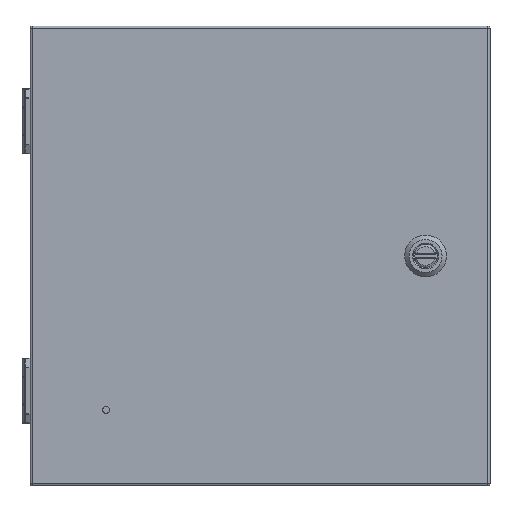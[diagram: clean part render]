
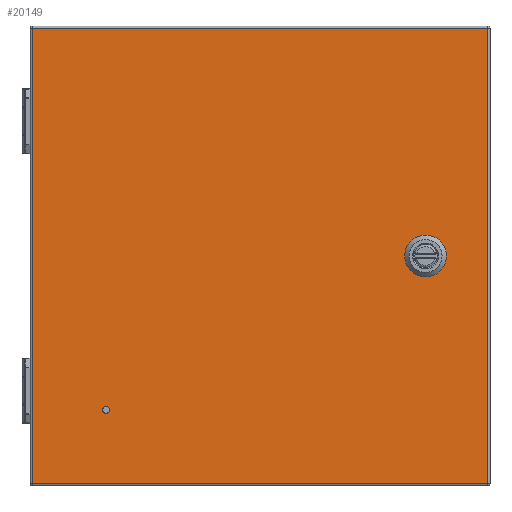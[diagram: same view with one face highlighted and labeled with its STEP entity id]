
A CAD part, top view. The second image highlights one B-rep face of the part: STEP entity #20149.
In plain terms, the highlighted planar face has unit normal (0, 0, 1).
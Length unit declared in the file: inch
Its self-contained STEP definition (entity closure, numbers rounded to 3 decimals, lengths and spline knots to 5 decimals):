
#898 = ORIENTED_EDGE ( 'NONE', *, *, #65481, .T. ) ;
#1506 = DIRECTION ( 'NONE',  ( 1., 0., 0. ) ) ;
#2662 = CIRCLE ( 'NONE', #11098, 0.443 ) ;
#2811 = EDGE_CURVE ( 'NONE', #66123, #85897, #57683, .T. ) ;
#3443 = AXIS2_PLACEMENT_3D ( 'NONE', #63892, #50595, #84287 ) ;
#4205 = CARTESIAN_POINT ( 'NONE',  ( 4.67058, 0.3961, 4.107 ) ) ;
#4719 = AXIS2_PLACEMENT_3D ( 'NONE', #68803, #62094, #74569 ) ;
#5690 = VERTEX_POINT ( 'NONE', #83624 ) ;
#6829 = DIRECTION ( 'NONE',  ( 0., 0., 1. ) ) ;
#9523 = VERTEX_POINT ( 'NONE', #37350 ) ;
#9592 = CARTESIAN_POINT ( 'NONE',  ( -6.1102, -6.1875, 4.107 ) ) ;
#10998 = CARTESIAN_POINT ( 'NONE',  ( 4.67058, -0.3959, 4.107 ) ) ;
#11098 = AXIS2_PLACEMENT_3D ( 'NONE', #39244, #85652, #12843 ) ;
#11768 = DIRECTION ( 'NONE',  ( 0., -1., 0. ) ) ;
#12596 = VERTEX_POINT ( 'NONE', #80952 ) ;
#12688 = CARTESIAN_POINT ( 'NONE',  ( 4.076, 0.19868, 4.107 ) ) ;
#12843 = DIRECTION ( 'NONE',  ( -1., 0., 0. ) ) ;
#13996 = EDGE_CURVE ( 'NONE', #66061, #54507, #48320, .T. ) ;
#14775 = LINE ( 'NONE', #82690, #86572 ) ;
#15084 = DIRECTION ( 'NONE',  ( 0., 0., 1. ) ) ;
#15488 = ORIENTED_EDGE ( 'NONE', *, *, #33454, .F. ) ;
#16075 = LINE ( 'NONE', #81823, #83152 ) ;
#16690 = EDGE_CURVE ( 'NONE', #26960, #66061, #16075, .T. ) ;
#16865 = ORIENTED_EDGE ( 'NONE', *, *, #29880, .F. ) ;
#17729 = CARTESIAN_POINT ( 'NONE',  ( -0.9827, -0.3959, 4.107 ) ) ;
#20000 = LINE ( 'NONE', #40233, #75122 ) ;
#20123 = EDGE_LOOP ( 'NONE', ( #63826 ) ) ;
#20149 = ADVANCED_FACE ( 'NONE', ( #86604, #39336, #20431 ), #47242, .T. ) ;
#20431 = FACE_OUTER_BOUND ( 'NONE', #70218, .T. ) ;
#20856 = CARTESIAN_POINT ( 'NONE',  ( -0.9827, 1.0001, 4.107 ) ) ;
#21603 = LINE ( 'NONE', #67894, #28004 ) ;
#23166 = VERTEX_POINT ( 'NONE', #12688 ) ;
#24150 = AXIS2_PLACEMENT_3D ( 'NONE', #55490, #15084, #68408 ) ;
#24733 = EDGE_CURVE ( 'NONE', #5690, #23166, #2662, .T. ) ;
#25685 = VECTOR ( 'NONE', #11768, 39.37008 ) ;
#26378 = AXIS2_PLACEMENT_3D ( 'NONE', #68083, #6829, #72209 ) ;
#26450 = VECTOR ( 'NONE', #49988, 39.37008 ) ;
#26960 = VERTEX_POINT ( 'NONE', #58031 ) ;
#27886 = EDGE_CURVE ( 'NONE', #9523, #30514, #86477, .T. ) ;
#28004 = VECTOR ( 'NONE', #37298, 39.37008 ) ;
#29219 = VECTOR ( 'NONE', #64796, 39.37008 ) ;
#29615 = CARTESIAN_POINT ( 'NONE',  ( 4.27342, -0.3959, 4.107 ) ) ;
#29675 = ORIENTED_EDGE ( 'NONE', *, *, #13996, .T. ) ;
#29880 = EDGE_CURVE ( 'NONE', #56426, #66123, #54408, .T. ) ;
#30514 = VERTEX_POINT ( 'NONE', #4205 ) ;
#31889 = AXIS2_PLACEMENT_3D ( 'NONE', #20856, #75519, #55082 ) ;
#33454 = EDGE_CURVE ( 'NONE', #85897, #86652, #64929, .T. ) ;
#35428 = DIRECTION ( 'NONE',  ( -1., 0., 0. ) ) ;
#36456 = LINE ( 'NONE', #9592, #25685 ) ;
#37298 = DIRECTION ( 'NONE',  ( -1., 0., 0. ) ) ;
#37350 = CARTESIAN_POINT ( 'NONE',  ( 4.868, 0.19868, 4.107 ) ) ;
#38612 = CARTESIAN_POINT ( 'NONE',  ( 4.076, -0.19848, 4.107 ) ) ;
#39244 = CARTESIAN_POINT ( 'NONE',  ( 4.472, 0.0001, 4.107 ) ) ;
#39336 = FACE_BOUND ( 'NONE', #20123, .T. ) ;
#40233 = CARTESIAN_POINT ( 'NONE',  ( 4.868, 1.0001, 4.107 ) ) ;
#42176 = CARTESIAN_POINT ( 'NONE',  ( -6.1102, 6.1277, 4.107 ) ) ;
#42717 = EDGE_CURVE ( 'NONE', #12596, #12596, #79532, .T. ) ;
#47242 = PLANE ( 'NONE',  #31889 ) ;
#48320 = LINE ( 'NONE', #75311, #26450 ) ;
#49225 = CARTESIAN_POINT ( 'NONE',  ( 6.145, 6.1277, 4.107 ) ) ;
#49988 = DIRECTION ( 'NONE',  ( 0., 1., 0. ) ) ;
#50595 = DIRECTION ( 'NONE',  ( 0., 0., 1. ) ) ;
#52495 = EDGE_CURVE ( 'NONE', #30514, #5690, #14775, .T. ) ;
#54366 = ORIENTED_EDGE ( 'NONE', *, *, #60020, .T. ) ;
#54408 = CIRCLE ( 'NONE', #26378, 0.443 ) ;
#54507 = VERTEX_POINT ( 'NONE', #49225 ) ;
#55082 = DIRECTION ( 'NONE',  ( -1., 0., 0. ) ) ;
#55490 = CARTESIAN_POINT ( 'NONE',  ( 4.472, 0.0001, 4.107 ) ) ;
#55811 = EDGE_CURVE ( 'NONE', #23166, #56426, #86951, .T. ) ;
#56426 = VERTEX_POINT ( 'NONE', #38612 ) ;
#57683 = LINE ( 'NONE', #17729, #85254 ) ;
#58031 = CARTESIAN_POINT ( 'NONE',  ( -6.1102, -6.1275, 4.107 ) ) ;
#60020 = EDGE_CURVE ( 'NONE', #68257, #26960, #36456, .T. ) ;
#60454 = CARTESIAN_POINT ( 'NONE',  ( 6.145, -6.1275, 4.107 ) ) ;
#62094 = DIRECTION ( 'NONE',  ( 0., 0., 1. ) ) ;
#63826 = ORIENTED_EDGE ( 'NONE', *, *, #42717, .F. ) ;
#63892 = CARTESIAN_POINT ( 'NONE',  ( -4.1222, -4.1395, 4.107 ) ) ;
#64796 = DIRECTION ( 'NONE',  ( 0., -1., 0. ) ) ;
#64929 = CIRCLE ( 'NONE', #24150, 0.443 ) ;
#65481 = EDGE_CURVE ( 'NONE', #54507, #68257, #21603, .T. ) ;
#66061 = VERTEX_POINT ( 'NONE', #60454 ) ;
#66123 = VERTEX_POINT ( 'NONE', #29615 ) ;
#66431 = ORIENTED_EDGE ( 'NONE', *, *, #67570, .F. ) ;
#67513 = ORIENTED_EDGE ( 'NONE', *, *, #2811, .F. ) ;
#67570 = EDGE_CURVE ( 'NONE', #86652, #9523, #20000, .T. ) ;
#67894 = CARTESIAN_POINT ( 'NONE',  ( -6.1702, 6.1277, 4.107 ) ) ;
#68083 = CARTESIAN_POINT ( 'NONE',  ( 4.472, 0.0001, 4.107 ) ) ;
#68257 = VERTEX_POINT ( 'NONE', #42176 ) ;
#68408 = DIRECTION ( 'NONE',  ( -1., 0., 0. ) ) ;
#68803 = CARTESIAN_POINT ( 'NONE',  ( 4.472, 0.0001, 4.107 ) ) ;
#70218 = EDGE_LOOP ( 'NONE', ( #85660, #29675, #898, #54366 ) ) ;
#70241 = ORIENTED_EDGE ( 'NONE', *, *, #55811, .F. ) ;
#71473 = DIRECTION ( 'NONE',  ( 1., 0., 0. ) ) ;
#71515 = ORIENTED_EDGE ( 'NONE', *, *, #52495, .F. ) ;
#72209 = DIRECTION ( 'NONE',  ( -1., 0., 0. ) ) ;
#74569 = DIRECTION ( 'NONE',  ( -1., 0., 0. ) ) ;
#75122 = VECTOR ( 'NONE', #81309, 39.37008 ) ;
#75311 = CARTESIAN_POINT ( 'NONE',  ( 6.145, 6.1877, 4.107 ) ) ;
#75519 = DIRECTION ( 'NONE',  ( 0., 0., 1. ) ) ;
#77838 = ORIENTED_EDGE ( 'NONE', *, *, #24733, .F. ) ;
#78576 = CARTESIAN_POINT ( 'NONE',  ( 4.076, 1.0001, 4.107 ) ) ;
#79532 = CIRCLE ( 'NONE', #3443, 0.09655 ) ;
#80952 = CARTESIAN_POINT ( 'NONE',  ( -4.21875, -4.1395, 4.107 ) ) ;
#81309 = DIRECTION ( 'NONE',  ( 0., 1., 0. ) ) ;
#81823 = CARTESIAN_POINT ( 'NONE',  ( 6.205, -6.1275, 4.107 ) ) ;
#82690 = CARTESIAN_POINT ( 'NONE',  ( -0.9827, 0.3961, 4.107 ) ) ;
#83152 = VECTOR ( 'NONE', #1506, 39.37008 ) ;
#83624 = CARTESIAN_POINT ( 'NONE',  ( 4.27342, 0.3961, 4.107 ) ) ;
#83925 = CARTESIAN_POINT ( 'NONE',  ( 4.868, -0.19848, 4.107 ) ) ;
#84115 = ORIENTED_EDGE ( 'NONE', *, *, #27886, .F. ) ;
#84287 = DIRECTION ( 'NONE',  ( -1., 0., 0. ) ) ;
#84902 = EDGE_LOOP ( 'NONE', ( #77838, #71515, #84115, #66431, #15488, #67513, #16865, #70241 ) ) ;
#85254 = VECTOR ( 'NONE', #71473, 39.37008 ) ;
#85652 = DIRECTION ( 'NONE',  ( 0., 0., 1. ) ) ;
#85660 = ORIENTED_EDGE ( 'NONE', *, *, #16690, .T. ) ;
#85897 = VERTEX_POINT ( 'NONE', #10998 ) ;
#86477 = CIRCLE ( 'NONE', #4719, 0.443 ) ;
#86572 = VECTOR ( 'NONE', #35428, 39.37008 ) ;
#86604 = FACE_BOUND ( 'NONE', #84902, .T. ) ;
#86652 = VERTEX_POINT ( 'NONE', #83925 ) ;
#86951 = LINE ( 'NONE', #78576, #29219 ) ;
